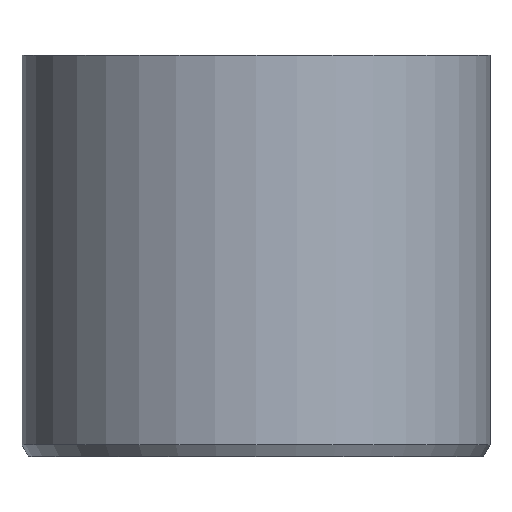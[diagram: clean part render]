
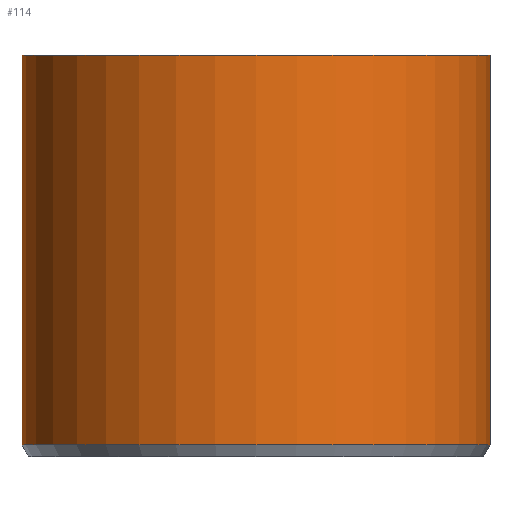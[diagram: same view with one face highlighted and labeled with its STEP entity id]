
A CAD part, front view. The second image highlights one B-rep face of the part: STEP entity #114.
In plain terms, the highlighted cylindrical face has radius 35 mm (diameter 70 mm), a partial arc.
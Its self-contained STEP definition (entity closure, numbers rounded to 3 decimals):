
#14 = EDGE_CURVE ( 'NONE', #59, #38, #243, .T. ) ;
#23 = LINE ( 'NONE', #230, #193 ) ;
#30 = AXIS2_PLACEMENT_3D ( 'NONE', #291, #89, #71 ) ;
#38 = VERTEX_POINT ( 'NONE', #253 ) ;
#45 = CARTESIAN_POINT ( 'NONE',  ( 0., 0., 30. ) ) ;
#51 = DIRECTION ( 'NONE',  ( 1., 0., 0. ) ) ;
#59 = VERTEX_POINT ( 'NONE', #175 ) ;
#65 = DIRECTION ( 'NONE',  ( -1., 0., 0. ) ) ;
#71 = DIRECTION ( 'NONE',  ( 1., 0., 0. ) ) ;
#89 = DIRECTION ( 'NONE',  ( 0., 0., 1. ) ) ;
#93 = CARTESIAN_POINT ( 'NONE',  ( 35., 0., -28.268 ) ) ;
#98 = VECTOR ( 'NONE', #138, 1000. ) ;
#99 = ORIENTED_EDGE ( 'NONE', *, *, #242, .T. ) ;
#114 = ADVANCED_FACE ( 'NONE', ( #153 ), #179, .T. ) ;
#122 = EDGE_CURVE ( 'NONE', #59, #246, #23, .T. ) ;
#138 = DIRECTION ( 'NONE',  ( 0., 0., -1. ) ) ;
#139 = LINE ( 'NONE', #142, #98 ) ;
#142 = CARTESIAN_POINT ( 'NONE',  ( 35., 0., 30. ) ) ;
#148 = AXIS2_PLACEMENT_3D ( 'NONE', #45, #197, #65 ) ;
#153 = FACE_OUTER_BOUND ( 'NONE', #276, .T. ) ;
#158 = CARTESIAN_POINT ( 'NONE',  ( -35., 0., -28.268 ) ) ;
#165 = CIRCLE ( 'NONE', #292, 35. ) ;
#175 = CARTESIAN_POINT ( 'NONE',  ( -35., 0., 30. ) ) ;
#179 = CYLINDRICAL_SURFACE ( 'NONE', #148, 35. ) ;
#191 = VERTEX_POINT ( 'NONE', #93 ) ;
#193 = VECTOR ( 'NONE', #296, 1000. ) ;
#197 = DIRECTION ( 'NONE',  ( 0., 0., -1. ) ) ;
#212 = ORIENTED_EDGE ( 'NONE', *, *, #285, .F. ) ;
#230 = CARTESIAN_POINT ( 'NONE',  ( -35., 0., 30. ) ) ;
#231 = CARTESIAN_POINT ( 'NONE',  ( 0., 0., -28.268 ) ) ;
#232 = DIRECTION ( 'NONE',  ( 0., 0., 1. ) ) ;
#242 = EDGE_CURVE ( 'NONE', #246, #191, #165, .T. ) ;
#243 = CIRCLE ( 'NONE', #30, 35. ) ;
#246 = VERTEX_POINT ( 'NONE', #158 ) ;
#253 = CARTESIAN_POINT ( 'NONE',  ( 35., 0., 30. ) ) ;
#266 = ORIENTED_EDGE ( 'NONE', *, *, #122, .T. ) ;
#267 = ORIENTED_EDGE ( 'NONE', *, *, #14, .F. ) ;
#276 = EDGE_LOOP ( 'NONE', ( #212, #267, #266, #99 ) ) ;
#285 = EDGE_CURVE ( 'NONE', #38, #191, #139, .T. ) ;
#291 = CARTESIAN_POINT ( 'NONE',  ( 0., 0., 30. ) ) ;
#292 = AXIS2_PLACEMENT_3D ( 'NONE', #231, #232, #51 ) ;
#296 = DIRECTION ( 'NONE',  ( 0., 0., -1. ) ) ;
